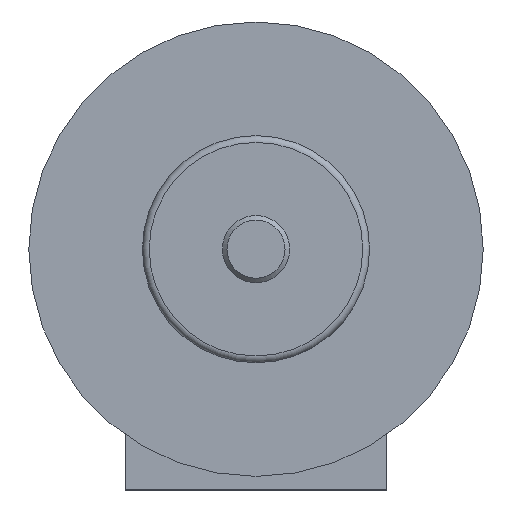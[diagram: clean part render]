
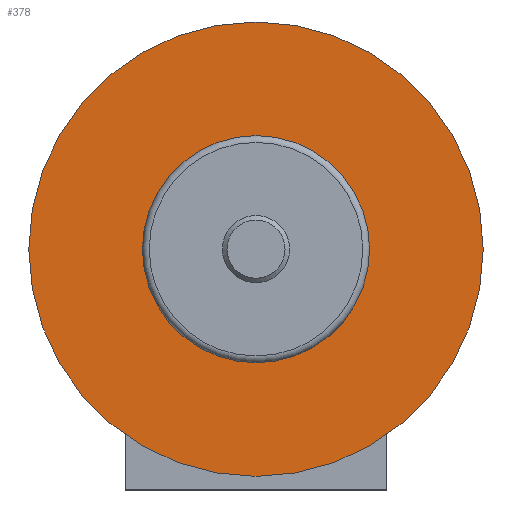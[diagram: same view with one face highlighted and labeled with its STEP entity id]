
A CAD part, front view. The second image highlights one B-rep face of the part: STEP entity #378.
In plain terms, the highlighted planar face has unit normal (0, -1, 0).
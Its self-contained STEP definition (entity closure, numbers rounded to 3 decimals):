
#142 = VERTEX_POINT('',#143);
#143 = CARTESIAN_POINT('',(2.488,-5.007,5.3
    ));
#149 = EDGE_CURVE('',#142,#142,#150,.T.);
#150 = CIRCLE('',#151,2.5);
#151 = AXIS2_PLACEMENT_3D('',#152,#153,#154);
#152 = CARTESIAN_POINT('',(-0.012,-5.007,
    5.3));
#153 = DIRECTION('',(0.,1.,0.));
#154 = DIRECTION('',(-1.,0.,0.));
#347 = VERTEX_POINT('',#348);
#348 = CARTESIAN_POINT('',(4.988,-5.007,5.3
    ));
#354 = EDGE_CURVE('',#347,#347,#355,.T.);
#355 = CIRCLE('',#356,5.);
#356 = AXIS2_PLACEMENT_3D('',#357,#358,#359);
#357 = CARTESIAN_POINT('',(-0.012,-5.007,
    5.3));
#358 = DIRECTION('',(0.,1.,0.));
#359 = DIRECTION('',(-1.,0.,0.));
#378 = ADVANCED_FACE('',(#379,#382),#385,.F.);
#379 = FACE_BOUND('',#380,.T.);
#380 = EDGE_LOOP('',(#381));
#381 = ORIENTED_EDGE('',*,*,#354,.F.);
#382 = FACE_BOUND('',#383,.T.);
#383 = EDGE_LOOP('',(#384));
#384 = ORIENTED_EDGE('',*,*,#149,.T.);
#385 = PLANE('',#386);
#386 = AXIS2_PLACEMENT_3D('',#387,#388,#389);
#387 = CARTESIAN_POINT('',(-0.012,-5.007,
    5.3));
#388 = DIRECTION('',(0.,1.,0.));
#389 = DIRECTION('',(-1.,0.,0.));
